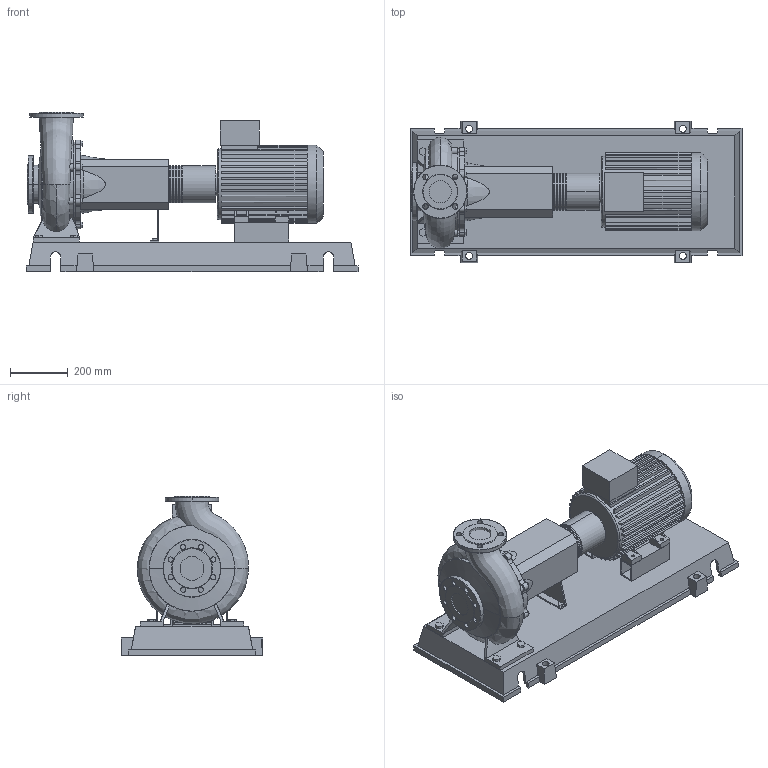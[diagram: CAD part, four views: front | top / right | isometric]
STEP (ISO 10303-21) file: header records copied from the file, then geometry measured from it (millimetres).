
FILE_DESCRIPTION((''),'2;1');
FILE_NAME('3d_NL65_250-5.5-4-05-4109196.stp','2015-03-03T07:50:02',(''),(''),'Mechanical Desktop 2009','Mechanical Desktop 2009',', , ');
FILE_SCHEMA(('CONFIG_CONTROL_DESIGN'));
Length unit declared in the file: millimetre
Products named in the file (1): Product
Bounding box: 1150 x 490 x 553 mm (x, y, z)
Volume: 55796332.1 mm3; surface area: 3582553.3 mm2
Topology: 13 solids, 13 shells, 845 faces, 2254 edges, 1483 vertices
Faces by surface type: plane 433, cylinder 209, bspline 181, cone 12, torus 10
Entity records: 31400 total; most frequent: CARTESIAN_POINT 10293, ORIENTED_EDGE 4510, DIRECTION 4157, EDGE_CURVE 2255, VERTEX_POINT 1482, VECTOR 1447, LINE 1447, AXIS2_PLACEMENT_3D 1355
